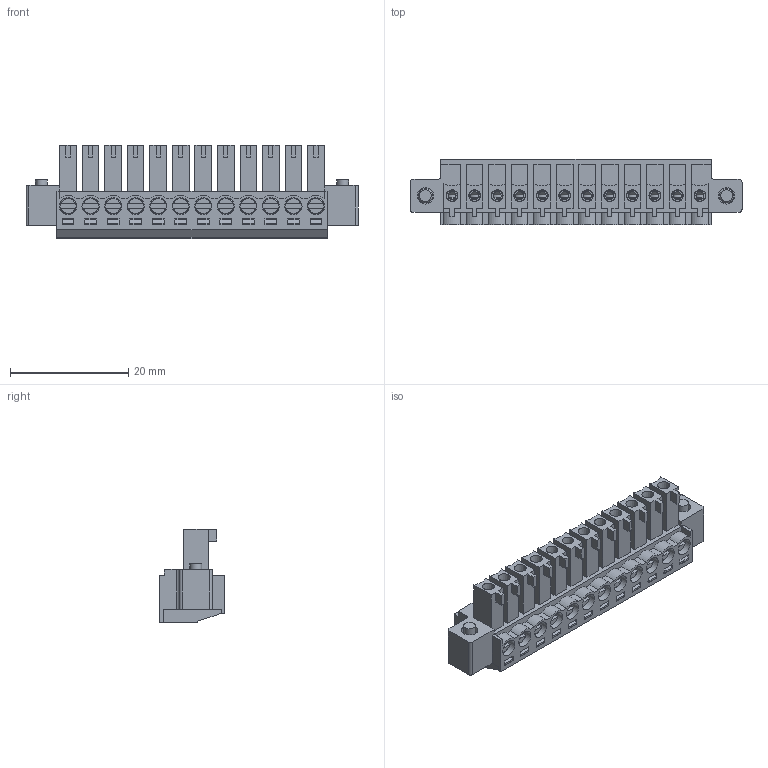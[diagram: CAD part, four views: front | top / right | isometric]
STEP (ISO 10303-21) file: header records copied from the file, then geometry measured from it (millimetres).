
FILE_DESCRIPTION( ( 'Unknown' ), '1' );
FILE_NAME( '691364300012.stp', 'Unknown', ( 'Unknown' ), ( 'Unknown' ), 'PSStep 18.0.17', 'Unknown', ' ' );
FILE_SCHEMA( ( 'AUTOMOTIVE_DESIGN { 1 0 10303 214 1 1 1 1 }' ) );
Length unit declared in the file: millimetre
Products named in the file (7): Assem1; 6913643000xx_PIN; 6913643000xx_CAGE; 6913643000xx_VIS; 6913643000xx_VIS FLANGE; 691364300012; 691364300012_CAPOT
Assembly tree (40 placements, depth 2):
  Assem1
    6913643000xx_PIN  x12
    6913643000xx_CAGE  x12
    6913643000xx_VIS  x12
    6913643000xx_VIS FLANGE  x2
    691364300012
    691364300012_CAPOT
Bounding box: 56.12 x 11.1 x 15.8 mm (x, y, z)
Volume: 3626.2 mm3; surface area: 11302.7 mm2
Topology: 40 solids, 40 shells, 1888 faces, 5010 edges, 3276 vertices
Faces by surface type: plane 1456, cylinder 364, torus 42, cone 26
Full cylindrical faces by diameter (mm): 1.35 x12, 1.598 x12, 1.9 x24, 2 x14, 2.4 x2, 2.7 x12, 2.8 x2, 2.9 x12, 3.8 x4
Entity records: 38889 total; most frequent: CARTESIAN_POINT 5536, ORIENTED_EDGE 5186, DIRECTION 4884, EDGE_CURVE 2593, LINE 2352, VECTOR 2352, VERTEX_POINT 1745, AXIS2_PLACEMENT_3D 1266
